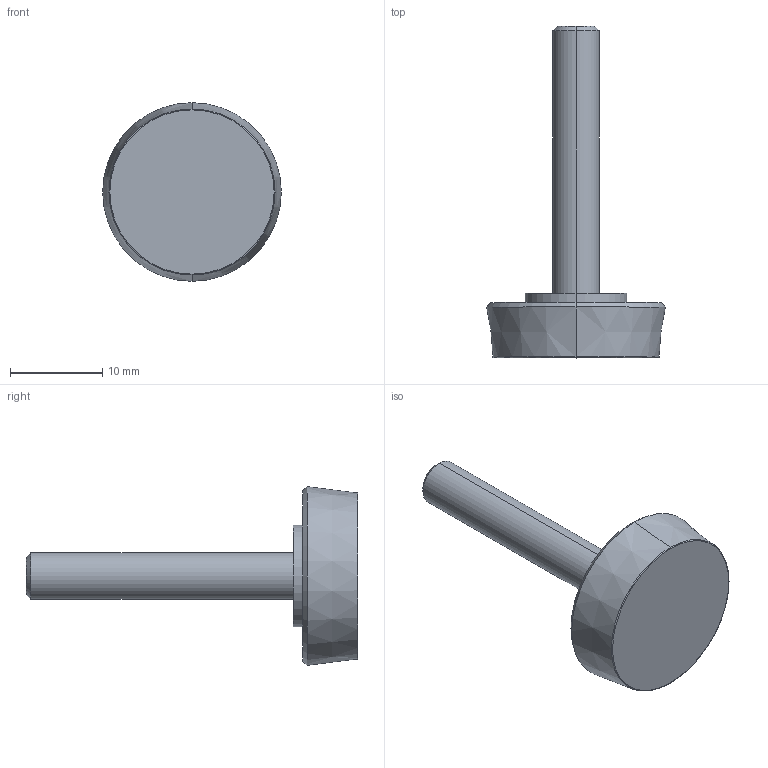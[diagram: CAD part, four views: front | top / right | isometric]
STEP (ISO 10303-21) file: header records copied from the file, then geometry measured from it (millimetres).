
FILE_DESCRIPTION (( 'STEP AP214' ), '1' );
FILE_NAME ('T13 Âèíò ñ íàêàòíûì ðîëèêîì Ì5õ30 À=20ìì.STEP', '2021-09-09T11:05:41', ( 'Windows User' ), ( '' ), 'SwSTEP 2.0', 'SolidWorks 2021', '' );
FILE_SCHEMA (( 'AUTOMOTIVE_DESIGN' ));
Length unit declared in the file: millimetre
Products named in the file (1): T13 Âèíò ñ íàêàòíûì ðîëèêîì Ì5õ30 À=20ìì
Bounding box: 19.38 x 36 x 19.38 mm (x, y, z)
Volume: 2294.6 mm3; surface area: 1410.5 mm2
Topology: 1 solids, 1 shells, 19 faces, 36 edges, 22 vertices
Faces by surface type: cone 6, cylinder 6, plane 5, torus 2
Entity records: 542 total; most frequent: DIRECTION 100, CARTESIAN_POINT 78, ORIENTED_EDGE 72, AXIS2_PLACEMENT_3D 44, EDGE_CURVE 36, CIRCLE 24, VERTEX_POINT 22, EDGE_LOOP 22
